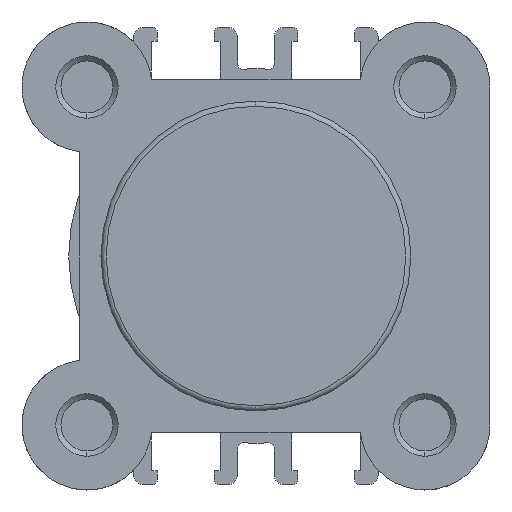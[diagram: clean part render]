
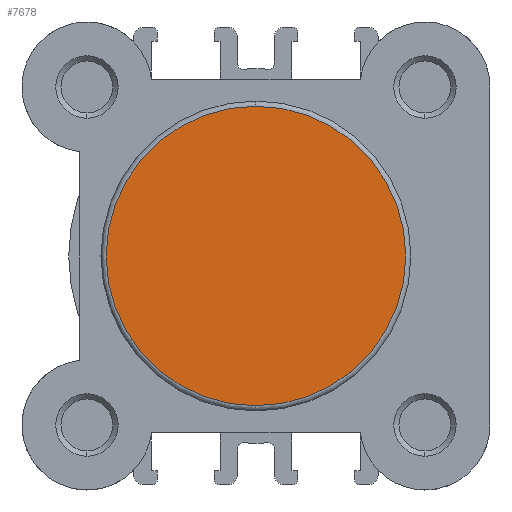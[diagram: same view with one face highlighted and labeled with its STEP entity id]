
A CAD part, left-side view. The second image highlights one B-rep face of the part: STEP entity #7678.
In plain terms, the highlighted planar face has unit normal (-1, 0, 0).
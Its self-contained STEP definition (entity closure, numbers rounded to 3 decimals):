
#1686 = CARTESIAN_POINT ( 'NONE',  ( 0., -14.9, 0. ) ) ;
#1687 = PLANE ( 'NONE',  #3961 ) ;
#1689 = DIRECTION ( 'NONE',  ( -1., 0., 0. ) ) ;
#1690 = DIRECTION ( 'NONE',  ( 0., 0., 1. ) ) ;
#1919 = EDGE_CURVE ( 'NONE', #2304, #2300, #6014, .T. ) ;
#2300 = VERTEX_POINT ( 'NONE', #4391 ) ;
#2304 = VERTEX_POINT ( 'NONE', #4395 ) ;
#2426 = EDGE_LOOP ( 'NONE', ( #5648, #5647 ) ) ;
#2948 = EDGE_CURVE ( 'NONE', #2300, #2304, #6128, .T. ) ;
#3470 = AXIS2_PLACEMENT_3D ( 'NONE', #4288, #4289, #4290 ) ;
#3518 = AXIS2_PLACEMENT_3D ( 'NONE', #4667, #4674, #4675 ) ;
#3961 = AXIS2_PLACEMENT_3D ( 'NONE', #1686, #1689, #1690 ) ;
#4288 = CARTESIAN_POINT ( 'NONE',  ( 0., 0., 0. ) ) ;
#4289 = DIRECTION ( 'NONE',  ( -1., 0., 0. ) ) ;
#4290 = DIRECTION ( 'NONE',  ( 0., 0., 1. ) ) ;
#4391 = CARTESIAN_POINT ( 'NONE',  ( 0., 0., -14.4 ) ) ;
#4395 = CARTESIAN_POINT ( 'NONE',  ( 0., 0., 14.4 ) ) ;
#4667 = CARTESIAN_POINT ( 'NONE',  ( 0., 0., 0. ) ) ;
#4674 = DIRECTION ( 'NONE',  ( -1., 0., 0. ) ) ;
#4675 = DIRECTION ( 'NONE',  ( 0., 0., 1. ) ) ;
#5647 = ORIENTED_EDGE ( 'NONE', *, *, #2948, .T. ) ;
#5648 = ORIENTED_EDGE ( 'NONE', *, *, #1919, .T. ) ;
#6014 = CIRCLE ( 'NONE', #3470, 14.4 ) ;
#6128 = CIRCLE ( 'NONE', #3518, 14.4 ) ;
#7391 = FACE_OUTER_BOUND ( 'NONE', #2426, .T. ) ;
#7678 = ADVANCED_FACE ( 'NONE', ( #7391 ), #1687, .T. ) ;
